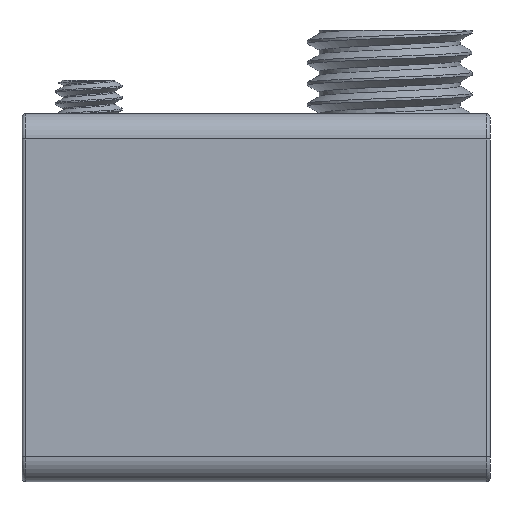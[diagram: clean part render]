
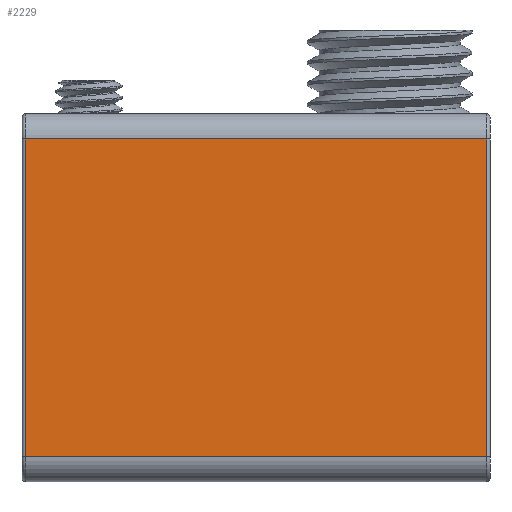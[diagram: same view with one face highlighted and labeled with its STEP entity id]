
A CAD part, front view. The second image highlights one B-rep face of the part: STEP entity #2229.
In plain terms, the highlighted face is planar.
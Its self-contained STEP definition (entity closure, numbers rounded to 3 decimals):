
#101=PLANE('',#2457);
#284=FACE_OUTER_BOUND('',#430,.T.);
#430=EDGE_LOOP('',(#1764,#1765,#1766,#1767));
#675=LINE('',#5385,#795);
#685=LINE('',#5428,#805);
#686=LINE('',#5443,#806);
#694=LINE('',#5475,#814);
#795=VECTOR('',#2754,10.);
#805=VECTOR('',#2806,10.);
#806=VECTOR('',#2825,10.);
#814=VECTOR('',#2869,10.);
#949=VERTEX_POINT('',#5378);
#951=VERTEX_POINT('',#5383);
#963=VERTEX_POINT('',#5427);
#967=VERTEX_POINT('',#5437);
#1207=EDGE_CURVE('',#951,#949,#675,.T.);
#1229=EDGE_CURVE('',#949,#963,#685,.T.);
#1236=EDGE_CURVE('',#963,#967,#686,.T.);
#1253=EDGE_CURVE('',#967,#951,#694,.T.);
#1764=ORIENTED_EDGE('',*,*,#1207,.F.);
#1765=ORIENTED_EDGE('',*,*,#1253,.F.);
#1766=ORIENTED_EDGE('',*,*,#1236,.F.);
#1767=ORIENTED_EDGE('',*,*,#1229,.F.);
#2229=ADVANCED_FACE('',(#284),#101,.F.);
#2457=AXIS2_PLACEMENT_3D('',#5477,#2872,#2873);
#2754=DIRECTION('',(0.,-1.,0.));
#2806=DIRECTION('',(1.,0.,0.));
#2825=DIRECTION('',(0.,1.,0.));
#2869=DIRECTION('',(-1.,0.,0.));
#2872=DIRECTION('center_axis',(0.,0.,1.));
#2873=DIRECTION('ref_axis',(1.,0.,0.));
#5378=CARTESIAN_POINT('',(0.2,1.5,0.));
#5383=CARTESIAN_POINT('',(0.2,20.5,0.));
#5385=CARTESIAN_POINT('',(0.2,16.5,0.));
#5427=CARTESIAN_POINT('',(27.8,1.5,0.));
#5428=CARTESIAN_POINT('',(7.,1.5,0.));
#5437=CARTESIAN_POINT('',(27.8,20.5,0.));
#5443=CARTESIAN_POINT('',(27.8,5.5,0.));
#5475=CARTESIAN_POINT('',(21.,20.5,0.));
#5477=CARTESIAN_POINT('Origin',(14.,11.,0.));
